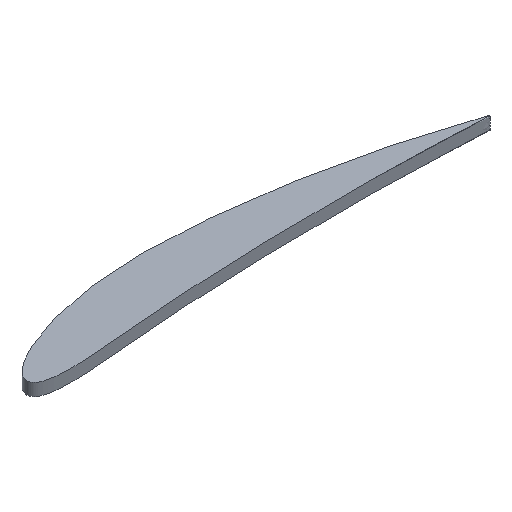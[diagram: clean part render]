
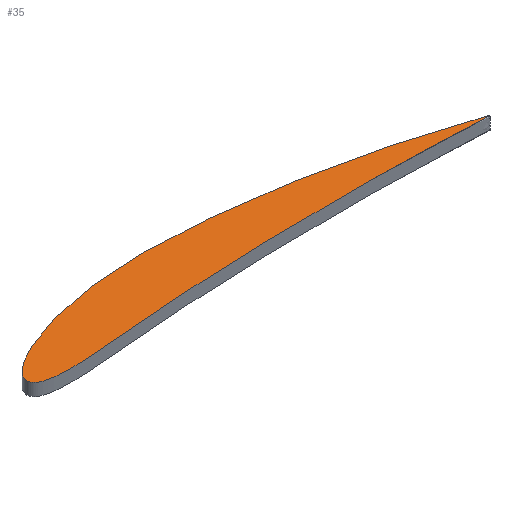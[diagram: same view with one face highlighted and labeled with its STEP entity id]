
A CAD part, isometric view. The second image highlights one B-rep face of the part: STEP entity #35.
In plain terms, the highlighted planar face has unit normal (0, 0, 1).
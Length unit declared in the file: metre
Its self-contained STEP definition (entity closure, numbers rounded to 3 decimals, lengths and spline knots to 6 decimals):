
#6 = CARTESIAN_POINT ( 'NONE',  ( 0.161892, 0.043859, 0.004 ) ) ;
#21 = CARTESIAN_POINT ( 'NONE',  ( 0.157796, 0.043952, 0.004 ) ) ;
#24 = CARTESIAN_POINT ( 'NONE',  ( 0.032938, 0.041213, 0.004 ) ) ;
#25 = CARTESIAN_POINT ( 'NONE',  ( 0.012941, 0.047127, 0.004 ) ) ;
#33 = ORIENTED_EDGE ( 'NONE', *, *, #224, .T. ) ;
#35 = ADVANCED_FACE ( 'NONE', ( #149 ), #327, .T. ) ;
#48 = CARTESIAN_POINT ( 'NONE',  ( 0.057243, 0.043305, 0.004 ) ) ;
#51 = CARTESIAN_POINT ( 'NONE',  ( 0.137396, 0.051511, 0.004 ) ) ;
#52 = CARTESIAN_POINT ( 'NONE',  ( 0.014733, 0.048872, 0.004 ) ) ;
#53 = CARTESIAN_POINT ( 'NONE',  ( 0.079007, 0.044414, 0.004 ) ) ;
#55 = CARTESIAN_POINT ( 'NONE',  ( 0.161929, 0.044045, 0.004 ) ) ;
#57 = EDGE_CURVE ( 'NONE', #353, #350, #268, .T. ) ;
#61 = CARTESIAN_POINT ( 'NONE',  ( 0.012801, 0.046805, 0.004 ) ) ;
#71 = CARTESIAN_POINT ( 'NONE',  ( 0.161929, 0.044045, 0.004 ) ) ;
#72 = DIRECTION ( 'NONE',  ( 0., 0., 1. ) ) ;
#75 = CARTESIAN_POINT ( 'NONE',  ( 0.158101, 0.045347, 0.004 ) ) ;
#83 = CARTESIAN_POINT ( 'NONE',  ( 0.086679, 0.04468, 0.004 ) ) ;
#84 = CARTESIAN_POINT ( 'NONE',  ( 0.038366, 0.041662, 0.004 ) ) ;
#85 = CARTESIAN_POINT ( 'NONE',  ( 0.095123, 0.059703, 0.004 ) ) ;
#92 = DIRECTION ( 'NONE',  ( 1., 0., 0. ) ) ;
#102 = CARTESIAN_POINT ( 'NONE',  ( 0.161264, 0.044274, 0.004 ) ) ;
#107 = CARTESIAN_POINT ( 'NONE',  ( 0.028029, 0.040896, 0.004 ) ) ;
#108 = CARTESIAN_POINT ( 'NONE',  ( 0.151891, 0.047353, 0.004 ) ) ;
#110 = CARTESIAN_POINT ( 'NONE',  ( 0.071493, 0.044156, 0.004 ) ) ;
#112 = CARTESIAN_POINT ( 'NONE',  ( 0.055859, 0.061302, 0.004 ) ) ;
#113 = CARTESIAN_POINT ( 'NONE',  ( 0.023691, 0.040748, 0.004 ) ) ;
#133 = CARTESIAN_POINT ( 'NONE',  ( 0.01691, 0.041093, 0.004 ) ) ;
#134 = CARTESIAN_POINT ( 'NONE',  ( 0.102012, 0.045047, 0.004 ) ) ;
#137 = AXIS2_PLACEMENT_3D ( 'NONE', #61, #72, #92 ) ;
#139 = CARTESIAN_POINT ( 'NONE',  ( 0.110539, 0.057392, 0.004 ) ) ;
#140 = CARTESIAN_POINT ( 'NONE',  ( 0.035518, 0.057974, 0.004 ) ) ;
#149 = FACE_OUTER_BOUND ( 'NONE', #186, .T. ) ;
#155 = ORIENTED_EDGE ( 'NONE', *, *, #57, .T. ) ;
#166 = CARTESIAN_POINT ( 'NONE',  ( 0.124833, 0.05455, 0.004 ) ) ;
#167 = CARTESIAN_POINT ( 'NONE',  ( 0.01734, 0.050716, 0.004 ) ) ;
#168 = CARTESIAN_POINT ( 'NONE',  ( 0.041779, 0.059399, 0.004 ) ) ;
#169 = CARTESIAN_POINT ( 'NONE',  ( 0.087205, 0.060573, 0.004 ) ) ;
#170 = CARTESIAN_POINT ( 'NONE',  ( 0.147012, 0.04445, 0.004 ) ) ;
#182 = CARTESIAN_POINT ( 'NONE',  ( 0.160074, 0.044684, 0.004 ) ) ;
#186 = EDGE_LOOP ( 'NONE', ( #33, #155 ) ) ;
#188 = CARTESIAN_POINT ( 'NONE',  ( 0.155365, 0.046249, 0.004 ) ) ;
#192 = CARTESIAN_POINT ( 'NONE',  ( 0.012803, 0.042476, 0.004 ) ) ;
#194 = CARTESIAN_POINT ( 'NONE',  ( 0.063492, 0.061685, 0.004 ) ) ;
#195 = CARTESIAN_POINT ( 'NONE',  ( 0.064217, 0.04379, 0.004 ) ) ;
#196 = CARTESIAN_POINT ( 'NONE',  ( 0.079262, 0.061214, 0.004 ) ) ;
#217 = DIRECTION ( 'NONE',  ( 0.198, 0.98, 0. ) ) ;
#222 = CARTESIAN_POINT ( 'NONE',  ( 0.159968, 0.0437, 0.004 ) ) ;
#224 = EDGE_CURVE ( 'NONE', #350, #353, #280, .T. ) ;
#225 = CARTESIAN_POINT ( 'NONE',  ( 0.044262, 0.042191, 0.004 ) ) ;
#226 = CARTESIAN_POINT ( 'NONE',  ( 0.10293, 0.058631, 0.004 ) ) ;
#228 = CARTESIAN_POINT ( 'NONE',  ( 0.011816, 0.043809, 0.004 ) ) ;
#229 = CARTESIAN_POINT ( 'NONE',  ( 0.130316, 0.044992, 0.004 ) ) ;
#232 = VECTOR ( 'NONE', #217, 1. ) ;
#251 = CARTESIAN_POINT ( 'NONE',  ( 0.151338, 0.044257, 0.004 ) ) ;
#252 = CARTESIAN_POINT ( 'NONE',  ( 0.161887, 0.043786, 0.004 ) ) ;
#254 = CARTESIAN_POINT ( 'NONE',  ( 0.131366, 0.053035, 0.004 ) ) ;
#256 = CARTESIAN_POINT ( 'NONE',  ( 0.04859, 0.060525, 0.004 ) ) ;
#257 = CARTESIAN_POINT ( 'NONE',  ( 0.116774, 0.045149, 0.004 ) ) ;
#268 = LINE ( 'NONE', #6, #232 ) ;
#279 = CARTESIAN_POINT ( 'NONE',  ( 0.136435, 0.044834, 0.004 ) ) ;
#280 = B_SPLINE_CURVE_WITH_KNOTS ( 'NONE', 3,
 ( #71, #352, #102, #182, #75, #188, #108, #311, #338, #51, #254, #166, #313, #139, #226, #85, #169, #196, #359, #194, #112, #256, #168, #140, #286, #284, #363, #167, #52, #25, #281, #228, #192, #285, #133, #308, #113, #107, #24, #84, #225, #361, #48, #195, #110, #53, #83, #309, #134, #364, #257, #312, #229, #279, #339, #170, #251, #335, #21, #222, #337, #358, #252, #332 ),
 .UNSPECIFIED., .F., .F.,
 ( 4, 1, 1, 1, 1, 1, 1, 1, 1, 1, 1, 1, 1, 1, 1, 1, 1, 1, 1, 1, 1, 1, 1, 1, 1, 1, 1, 1, 1, 1, 1, 1, 1, 1, 1, 1, 1, 1, 1, 1, 1, 1, 1, 1, 1, 1, 1, 1, 1, 1, 1, 1, 1, 1, 1, 1, 1, 1, 1, 1, 1, 4 ),
 ( 0., 0.001372, 0.005465, 0.012235, 0.021602, 0.033461, 0.047671, 0.064081, 0.082496, 0.102719, 0.124527, 0.147676, 0.171913, 0.196978, 0.222597, 0.248497, 0.274385, 0.300041, 0.32569, 0.350525, 0.37428, 0.396711, 0.417577, 0.436654, 0.453744, 0.46868, 0.481329, 0.491631, 0.499616, 0.505546, 0.510185, 0.514824, 0.520702, 0.528516, 0.538466, 0.550543, 0.564643, 0.580638, 0.598345, 0.617584, 0.638174, 0.659922, 0.682632, 0.706121, 0.730727, 0.7557, 0.780732, 0.805564, 0.829932, 0.85357, 0.876213, 0.89761, 0.917519, 0.935698, 0.951943, 0.966047, 0.97784, 0.987174, 0.993932, 0.998018, 0.999386, 1. ),
 .UNSPECIFIED. ) ;
#281 = CARTESIAN_POINT ( 'NONE',  ( 0.01191, 0.045473, 0.004 ) ) ;
#284 = CARTESIAN_POINT ( 'NONE',  ( 0.024943, 0.05451, 0.004 ) ) ;
#285 = CARTESIAN_POINT ( 'NONE',  ( 0.014532, 0.041641, 0.004 ) ) ;
#286 = CARTESIAN_POINT ( 'NONE',  ( 0.029884, 0.05632, 0.004 ) ) ;
#308 = CARTESIAN_POINT ( 'NONE',  ( 0.019973, 0.040805, 0.004 ) ) ;
#309 = CARTESIAN_POINT ( 'NONE',  ( 0.094375, 0.044893, 0.004 ) ) ;
#311 = CARTESIAN_POINT ( 'NONE',  ( 0.147709, 0.048626, 0.004 ) ) ;
#312 = CARTESIAN_POINT ( 'NONE',  ( 0.123737, 0.045098, 0.004 ) ) ;
#313 = CARTESIAN_POINT ( 'NONE',  ( 0.117867, 0.056019, 0.004 ) ) ;
#327 = PLANE ( 'NONE',  #137 ) ;
#332 = CARTESIAN_POINT ( 'NONE',  ( 0.161892, 0.043859, 0.004 ) ) ;
#335 = CARTESIAN_POINT ( 'NONE',  ( 0.154974, 0.044052, 0.004 ) ) ;
#337 = CARTESIAN_POINT ( 'NONE',  ( 0.161045, 0.043857, 0.004 ) ) ;
#338 = CARTESIAN_POINT ( 'NONE',  ( 0.142862, 0.050027, 0.004 ) ) ;
#339 = CARTESIAN_POINT ( 'NONE',  ( 0.142021, 0.044653, 0.004 ) ) ;
#348 = CARTESIAN_POINT ( 'NONE',  ( 0.161892, 0.043859, 0.004 ) ) ;
#350 = VERTEX_POINT ( 'NONE', #55 ) ;
#352 = CARTESIAN_POINT ( 'NONE',  ( 0.161796, 0.044091, 0.004 ) ) ;
#353 = VERTEX_POINT ( 'NONE', #348 ) ;
#358 = CARTESIAN_POINT ( 'NONE',  ( 0.161874, 0.043552, 0.004 ) ) ;
#359 = CARTESIAN_POINT ( 'NONE',  ( 0.071329, 0.061635, 0.004 ) ) ;
#361 = CARTESIAN_POINT ( 'NONE',  ( 0.050573, 0.042755, 0.004 ) ) ;
#363 = CARTESIAN_POINT ( 'NONE',  ( 0.020748, 0.052618, 0.004 ) ) ;
#364 = CARTESIAN_POINT ( 'NONE',  ( 0.109505, 0.045134, 0.004 ) ) ;
